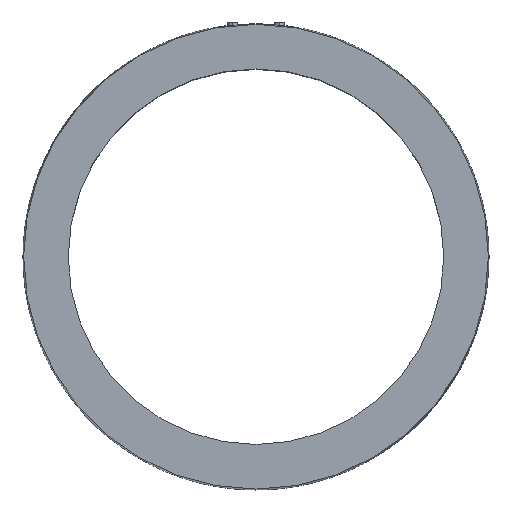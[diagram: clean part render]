
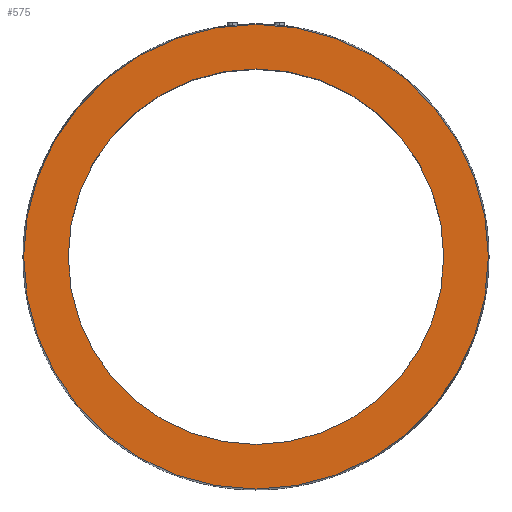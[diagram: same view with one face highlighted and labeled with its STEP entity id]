
A CAD part, top view. The second image highlights one B-rep face of the part: STEP entity #575.
In plain terms, the highlighted planar face has unit normal (0, 0, 1).
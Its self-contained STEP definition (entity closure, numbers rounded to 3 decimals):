
#86 = DIRECTION ( 'NONE',  ( 0., 0., -1. ) ) ;
#128 = CARTESIAN_POINT ( 'NONE',  ( 280., 0., 195. ) ) ;
#156 = AXIS2_PLACEMENT_3D ( 'NONE', #670, #902, #1038 ) ;
#187 = DIRECTION ( 'NONE',  ( 0., 0., 1. ) ) ;
#206 = AXIS2_PLACEMENT_3D ( 'NONE', #1054, #86, #558 ) ;
#212 = EDGE_LOOP ( 'NONE', ( #920, #1546 ) ) ;
#308 = CARTESIAN_POINT ( 'NONE',  ( 0., 0., 195. ) ) ;
#350 = DIRECTION ( 'NONE',  ( 1., 0., 0. ) ) ;
#354 = EDGE_CURVE ( 'NONE', #442, #715, #430, .T. ) ;
#430 = CIRCLE ( 'NONE', #1529, 280. ) ;
#440 = CARTESIAN_POINT ( 'NONE',  ( 346.5, 0., 195. ) ) ;
#442 = VERTEX_POINT ( 'NONE', #128 ) ;
#464 = CIRCLE ( 'NONE', #616, 346.5 ) ;
#498 = EDGE_CURVE ( 'NONE', #715, #442, #1507, .T. ) ;
#513 = CARTESIAN_POINT ( 'NONE',  ( -280., 0., 195. ) ) ;
#551 = DIRECTION ( 'NONE',  ( 1., 0., 0. ) ) ;
#553 = EDGE_CURVE ( 'NONE', #586, #589, #873, .T. ) ;
#558 = DIRECTION ( 'NONE',  ( -1., 0., 0. ) ) ;
#575 = ADVANCED_FACE ( 'NONE', ( #1551, #1567 ), #1166, .F. ) ;
#584 = CARTESIAN_POINT ( 'NONE',  ( -346.5, 0., 195. ) ) ;
#586 = VERTEX_POINT ( 'NONE', #440 ) ;
#589 = VERTEX_POINT ( 'NONE', #584 ) ;
#616 = AXIS2_PLACEMENT_3D ( 'NONE', #831, #1366, #1352 ) ;
#655 = EDGE_LOOP ( 'NONE', ( #988, #1178 ) ) ;
#670 = CARTESIAN_POINT ( 'NONE',  ( 0., 0., 195. ) ) ;
#715 = VERTEX_POINT ( 'NONE', #513 ) ;
#831 = CARTESIAN_POINT ( 'NONE',  ( 0., 0., 195. ) ) ;
#873 = CIRCLE ( 'NONE', #156, 346.5 ) ;
#902 = DIRECTION ( 'NONE',  ( 0., 0., 1. ) ) ;
#920 = ORIENTED_EDGE ( 'NONE', *, *, #354, .F. ) ;
#961 = DIRECTION ( 'NONE',  ( 0., 0., 1. ) ) ;
#988 = ORIENTED_EDGE ( 'NONE', *, *, #553, .T. ) ;
#1038 = DIRECTION ( 'NONE',  ( 1., 0., 0. ) ) ;
#1054 = CARTESIAN_POINT ( 'NONE',  ( 0., 346.5, 195. ) ) ;
#1166 = PLANE ( 'NONE',  #206 ) ;
#1168 = EDGE_CURVE ( 'NONE', #589, #586, #464, .T. ) ;
#1178 = ORIENTED_EDGE ( 'NONE', *, *, #1168, .T. ) ;
#1303 = AXIS2_PLACEMENT_3D ( 'NONE', #308, #187, #551 ) ;
#1352 = DIRECTION ( 'NONE',  ( 1., 0., 0. ) ) ;
#1366 = DIRECTION ( 'NONE',  ( 0., 0., 1. ) ) ;
#1445 = CARTESIAN_POINT ( 'NONE',  ( 0., 0., 195. ) ) ;
#1507 = CIRCLE ( 'NONE', #1303, 280. ) ;
#1529 = AXIS2_PLACEMENT_3D ( 'NONE', #1445, #961, #350 ) ;
#1546 = ORIENTED_EDGE ( 'NONE', *, *, #498, .F. ) ;
#1551 = FACE_BOUND ( 'NONE', #212, .T. ) ;
#1567 = FACE_OUTER_BOUND ( 'NONE', #655, .T. ) ;
